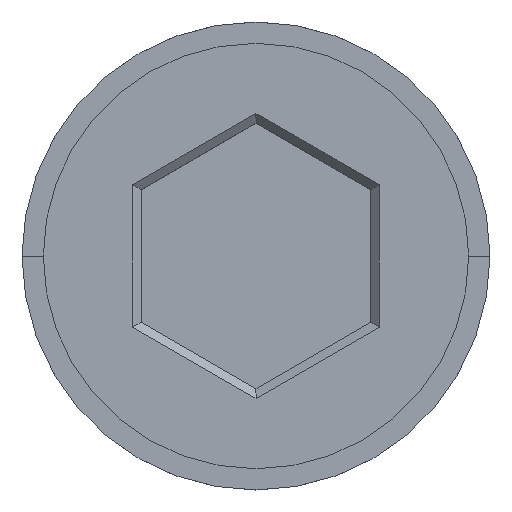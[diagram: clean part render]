
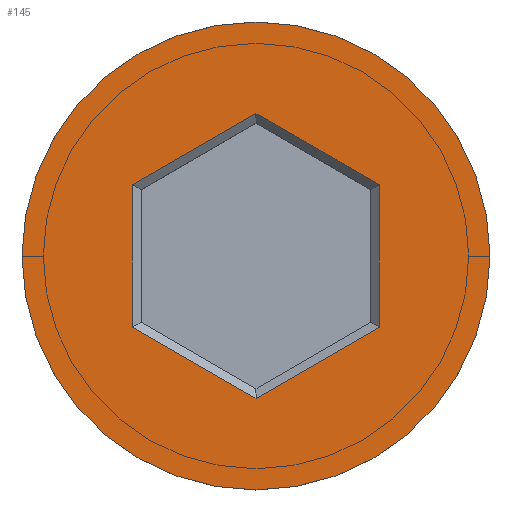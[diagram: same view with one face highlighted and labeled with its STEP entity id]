
A CAD part, top view. The second image highlights one B-rep face of the part: STEP entity #145.
In plain terms, the highlighted planar face has unit normal (0, 0, 1).
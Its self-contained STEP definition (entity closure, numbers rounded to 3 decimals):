
#2 = EDGE_LOOP ( 'NONE', ( #890, #92 ) ) ;
#3 = VERTEX_POINT ( 'NONE', #966 ) ;
#5 = EDGE_CURVE ( 'NONE', #532, #297, #991, .T. ) ;
#25 = DIRECTION ( 'NONE',  ( 1., 0., 0. ) ) ;
#33 = VECTOR ( 'NONE', #498, 1000. ) ;
#88 = CARTESIAN_POINT ( 'NONE',  ( 0., -3.349, 0. ) ) ;
#92 = ORIENTED_EDGE ( 'NONE', *, *, #328, .T. ) ;
#103 = DIRECTION ( 'NONE',  ( 0., 0., 1. ) ) ;
#117 = CARTESIAN_POINT ( 'NONE',  ( 2.9, -1.674, 0. ) ) ;
#132 = ORIENTED_EDGE ( 'NONE', *, *, #862, .T. ) ;
#139 = ORIENTED_EDGE ( 'NONE', *, *, #262, .T. ) ;
#141 = VERTEX_POINT ( 'NONE', #374 ) ;
#145 = ADVANCED_FACE ( 'NONE', ( #1041, #635 ), #400, .T. ) ;
#148 = DIRECTION ( 'NONE',  ( 1., 0., 0. ) ) ;
#149 = LINE ( 'NONE', #921, #693 ) ;
#162 = VECTOR ( 'NONE', #1303, 1000. ) ;
#195 = DIRECTION ( 'NONE',  ( 1., 0., 0. ) ) ;
#202 = CARTESIAN_POINT ( 'NONE',  ( 0., 0., 0. ) ) ;
#205 = CARTESIAN_POINT ( 'NONE',  ( -2.8, -1.732, 0. ) ) ;
#211 = CARTESIAN_POINT ( 'NONE',  ( 2.9, 1.674, 0. ) ) ;
#214 = CARTESIAN_POINT ( 'NONE',  ( 0., 0., 0. ) ) ;
#215 = VERTEX_POINT ( 'NONE', #211 ) ;
#246 = VECTOR ( 'NONE', #1293, 1000. ) ;
#262 = EDGE_CURVE ( 'NONE', #1331, #215, #734, .T. ) ;
#297 = VERTEX_POINT ( 'NONE', #523 ) ;
#328 = EDGE_CURVE ( 'NONE', #3, #141, #585, .T. ) ;
#337 = VECTOR ( 'NONE', #976, 1000. ) ;
#340 = CIRCLE ( 'NONE', #649, 5.5 ) ;
#374 = CARTESIAN_POINT ( 'NONE',  ( 5.5, 0., 0. ) ) ;
#400 = PLANE ( 'NONE',  #600 ) ;
#438 = CARTESIAN_POINT ( 'NONE',  ( 0., 3.349, 0. ) ) ;
#494 = EDGE_CURVE ( 'NONE', #556, #532, #623, .T. ) ;
#498 = DIRECTION ( 'NONE',  ( 0., -1., 0. ) ) ;
#520 = LINE ( 'NONE', #959, #162 ) ;
#523 = CARTESIAN_POINT ( 'NONE',  ( -2.9, -1.674, 0. ) ) ;
#527 = EDGE_LOOP ( 'NONE', ( #989, #1013, #132, #139, #749, #1431 ) ) ;
#532 = VERTEX_POINT ( 'NONE', #88 ) ;
#556 = VERTEX_POINT ( 'NONE', #117 ) ;
#567 = EDGE_CURVE ( 'NONE', #141, #3, #340, .T. ) ;
#577 = CARTESIAN_POINT ( 'NONE',  ( 0., 0., 0. ) ) ;
#585 = CIRCLE ( 'NONE', #625, 5.5 ) ;
#594 = DIRECTION ( 'NONE',  ( 0., 1., 0. ) ) ;
#600 = AXIS2_PLACEMENT_3D ( 'NONE', #202, #1290, #195 ) ;
#615 = CARTESIAN_POINT ( 'NONE',  ( 2.8, 1.732, 0. ) ) ;
#623 = LINE ( 'NONE', #713, #246 ) ;
#625 = AXIS2_PLACEMENT_3D ( 'NONE', #577, #904, #148 ) ;
#635 = FACE_OUTER_BOUND ( 'NONE', #2, .T. ) ;
#649 = AXIS2_PLACEMENT_3D ( 'NONE', #214, #103, #25 ) ;
#693 = VECTOR ( 'NONE', #594, 1000. ) ;
#713 = CARTESIAN_POINT ( 'NONE',  ( 0.1, -3.291, 0. ) ) ;
#734 = LINE ( 'NONE', #615, #897 ) ;
#749 = ORIENTED_EDGE ( 'NONE', *, *, #964, .T. ) ;
#769 = VERTEX_POINT ( 'NONE', #1360 ) ;
#826 = CARTESIAN_POINT ( 'NONE',  ( 2.9, -1.559, 0. ) ) ;
#862 = EDGE_CURVE ( 'NONE', #769, #1331, #520, .T. ) ;
#890 = ORIENTED_EDGE ( 'NONE', *, *, #567, .T. ) ;
#897 = VECTOR ( 'NONE', #1003, 1000. ) ;
#904 = DIRECTION ( 'NONE',  ( 0., 0., 1. ) ) ;
#921 = CARTESIAN_POINT ( 'NONE',  ( -2.9, 1.559, 0. ) ) ;
#959 = CARTESIAN_POINT ( 'NONE',  ( -0.1, 3.291, 0. ) ) ;
#964 = EDGE_CURVE ( 'NONE', #215, #556, #1058, .T. ) ;
#966 = CARTESIAN_POINT ( 'NONE',  ( -5.5, 0., 0. ) ) ;
#976 = DIRECTION ( 'NONE',  ( -0.866, 0.5, 0. ) ) ;
#989 = ORIENTED_EDGE ( 'NONE', *, *, #5, .T. ) ;
#991 = LINE ( 'NONE', #205, #337 ) ;
#1003 = DIRECTION ( 'NONE',  ( 0.866, -0.5, 0. ) ) ;
#1013 = ORIENTED_EDGE ( 'NONE', *, *, #1258, .T. ) ;
#1041 = FACE_BOUND ( 'NONE', #527, .T. ) ;
#1058 = LINE ( 'NONE', #826, #33 ) ;
#1258 = EDGE_CURVE ( 'NONE', #297, #769, #149, .T. ) ;
#1290 = DIRECTION ( 'NONE',  ( 0., 0., 1. ) ) ;
#1293 = DIRECTION ( 'NONE',  ( -0.866, -0.5, 0. ) ) ;
#1303 = DIRECTION ( 'NONE',  ( 0.866, 0.5, 0. ) ) ;
#1331 = VERTEX_POINT ( 'NONE', #438 ) ;
#1360 = CARTESIAN_POINT ( 'NONE',  ( -2.9, 1.674, 0. ) ) ;
#1431 = ORIENTED_EDGE ( 'NONE', *, *, #494, .T. ) ;
